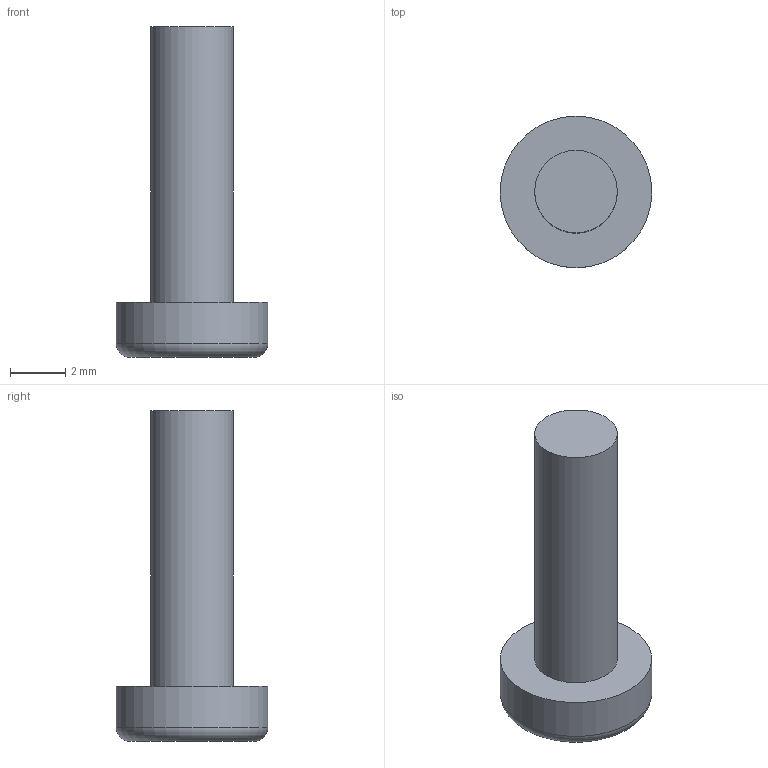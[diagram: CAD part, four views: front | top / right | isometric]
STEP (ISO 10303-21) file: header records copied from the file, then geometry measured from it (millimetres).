
FILE_DESCRIPTION(('FreeCAD Model'),'2;1');
FILE_NAME('bolt_10.step', '2017-07-07T21:08:04',('Author'),(''), 'Open CASCADE STEP processor 6.8','FreeCAD','Unknown');
FILE_SCHEMA(('AUTOMOTIVE_DESIGN_CC2 { 1 2 10303 214 -1 1 5 4 }'));
Length unit declared in the file: millimetre
Products named in the file (2): ASSEMBLY; Fillet
Assembly tree (1 placements, depth 2):
  ASSEMBLY
    Fillet
Bounding box: 5.5 x 5.5 x 12 mm (x, y, z)
Volume: 117.3 mm3; surface area: 172.5 mm2
Topology: 1 solids, 1 shells, 6 faces, 8 edges, 5 vertices
Faces by surface type: plane 3, cylinder 2, torus 1
Full cylindrical faces by diameter (mm): 3 x1, 5.5 x1
Entity records: 283 total; most frequent: CARTESIAN_POINT 63, DIRECTION 40, ORIENTED_EDGE 16, PCURVE 16, DEFINITIONAL_REPRESENTATION 16, AXIS2_PLACEMENT_3D 14, LINE 12, VECTOR 12
